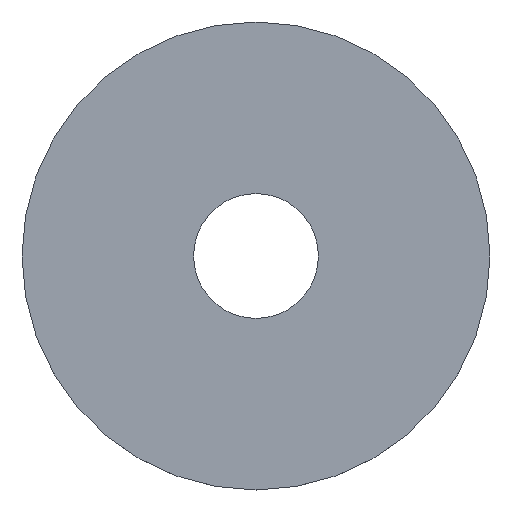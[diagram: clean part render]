
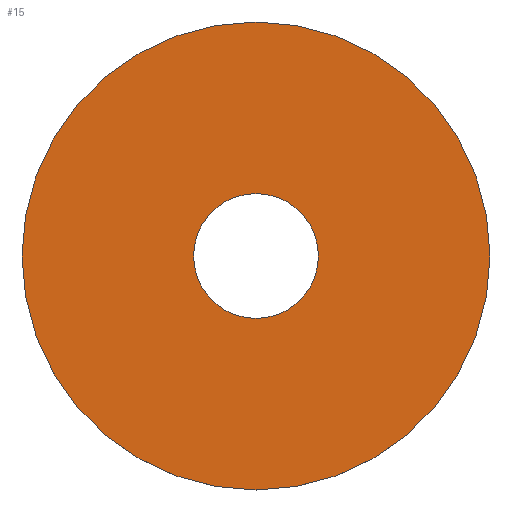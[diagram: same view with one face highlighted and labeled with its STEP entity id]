
A CAD part, top view. The second image highlights one B-rep face of the part: STEP entity #15.
In plain terms, the highlighted planar face has unit normal (0, 0, 1).
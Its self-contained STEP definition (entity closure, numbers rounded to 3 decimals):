
#1 = AXIS2_PLACEMENT_3D ( 'NONE', #19, #91, #120 ) ;
#5 = EDGE_LOOP ( 'NONE', ( #86 ) ) ;
#15 = ADVANCED_FACE ( 'NONE', ( #60, #150 ), #134, .T. ) ;
#19 = CARTESIAN_POINT ( 'NONE',  ( 0., 0., 0.8 ) ) ;
#26 = EDGE_CURVE ( 'NONE', #51, #51, #101, .T. ) ;
#29 = AXIS2_PLACEMENT_3D ( 'NONE', #164, #34, #118 ) ;
#34 = DIRECTION ( 'NONE',  ( 0., 0., 1. ) ) ;
#44 = EDGE_LOOP ( 'NONE', ( #127 ) ) ;
#51 = VERTEX_POINT ( 'NONE', #92 ) ;
#54 = AXIS2_PLACEMENT_3D ( 'NONE', #75, #105, #154 ) ;
#60 = FACE_BOUND ( 'NONE', #44, .T. ) ;
#68 = EDGE_CURVE ( 'NONE', #165, #165, #103, .T. ) ;
#75 = CARTESIAN_POINT ( 'NONE',  ( 0., 0., 0.8 ) ) ;
#86 = ORIENTED_EDGE ( 'NONE', *, *, #68, .F. ) ;
#91 = DIRECTION ( 'NONE',  ( 0., 0., -1. ) ) ;
#92 = CARTESIAN_POINT ( 'NONE',  ( 0., 4., 0.8 ) ) ;
#101 = CIRCLE ( 'NONE', #54, 4. ) ;
#103 = CIRCLE ( 'NONE', #1, 15. ) ;
#105 = DIRECTION ( 'NONE',  ( 0., 0., -1. ) ) ;
#118 = DIRECTION ( 'NONE',  ( 0., -1., 0. ) ) ;
#120 = DIRECTION ( 'NONE',  ( 0., 1., 0. ) ) ;
#127 = ORIENTED_EDGE ( 'NONE', *, *, #26, .T. ) ;
#134 = PLANE ( 'NONE',  #29 ) ;
#146 = CARTESIAN_POINT ( 'NONE',  ( 0., 15., 0.8 ) ) ;
#150 = FACE_OUTER_BOUND ( 'NONE', #5, .T. ) ;
#154 = DIRECTION ( 'NONE',  ( 0., 1., 0. ) ) ;
#164 = CARTESIAN_POINT ( 'NONE',  ( 0., 4., 0.8 ) ) ;
#165 = VERTEX_POINT ( 'NONE', #146 ) ;
